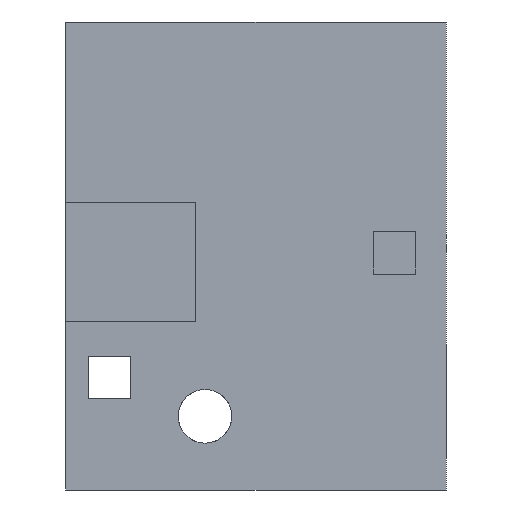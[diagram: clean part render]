
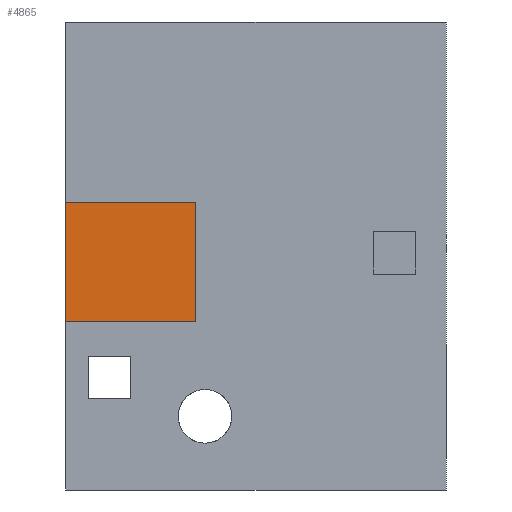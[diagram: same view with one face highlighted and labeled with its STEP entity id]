
A CAD part, left-side view. The second image highlights one B-rep face of the part: STEP entity #4865.
In plain terms, the highlighted planar face has unit normal (-1, 0, 0).
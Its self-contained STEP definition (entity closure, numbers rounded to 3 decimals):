
#128 = PLANE('',#129);
#129 = AXIS2_PLACEMENT_3D('',#130,#131,#132);
#130 = CARTESIAN_POINT('',(0.,17.979,0.));
#131 = DIRECTION('',(-0.,1.,0.));
#132 = DIRECTION('',(0.,0.,1.));
#156 = PLANE('',#157);
#157 = AXIS2_PLACEMENT_3D('',#158,#159,#160);
#158 = CARTESIAN_POINT('',(0.,17.979,7.94));
#159 = DIRECTION('',(0.,-0.,-1.));
#160 = DIRECTION('',(0.,-1.,0.));
#212 = PLANE('',#213);
#213 = AXIS2_PLACEMENT_3D('',#214,#215,#216);
#214 = CARTESIAN_POINT('',(0.,11.827,13.6));
#215 = DIRECTION('',(0.,-0.,1.));
#216 = DIRECTION('',(0.,1.,0.));
#1281 = VERTEX_POINT('',#1282);
#1282 = CARTESIAN_POINT('',(9.601,17.979,
    7.94));
#1303 = EDGE_CURVE('',#1304,#1281,#1306,.T.);
#1304 = VERTEX_POINT('',#1305);
#1305 = CARTESIAN_POINT('',(9.601,17.979,
    13.6));
#1306 = SURFACE_CURVE('',#1307,(#1311,#1318),.PCURVE_S1.);
#1307 = LINE('',#1308,#1309);
#1308 = CARTESIAN_POINT('',(9.601,17.979,
    13.6));
#1309 = VECTOR('',#1310,1.);
#1310 = DIRECTION('',(0.,0.,-1.));
#1311 = PCURVE('',#128,#1312);
#1312 = DEFINITIONAL_REPRESENTATION('',(#1313),#1317);
#1313 = LINE('',#1314,#1315);
#1314 = CARTESIAN_POINT('',(13.6,9.601));
#1315 = VECTOR('',#1316,1.);
#1316 = DIRECTION('',(-1.,0.));
#1317 = ( GEOMETRIC_REPRESENTATION_CONTEXT(2) 
PARAMETRIC_REPRESENTATION_CONTEXT() REPRESENTATION_CONTEXT('2D SPACE',''
  ) );
#1318 = PCURVE('',#1319,#1324);
#1319 = PLANE('',#1320);
#1320 = AXIS2_PLACEMENT_3D('',#1321,#1322,#1323);
#1321 = CARTESIAN_POINT('',(9.601,14.903,
    10.77));
#1322 = DIRECTION('',(-1.,-0.,-0.));
#1323 = DIRECTION('',(0.,0.,-1.));
#1324 = DEFINITIONAL_REPRESENTATION('',(#1325),#1329);
#1325 = LINE('',#1326,#1327);
#1326 = CARTESIAN_POINT('',(-2.83,-3.076));
#1327 = VECTOR('',#1328,1.);
#1328 = DIRECTION('',(1.,0.));
#1329 = ( GEOMETRIC_REPRESENTATION_CONTEXT(2) 
PARAMETRIC_REPRESENTATION_CONTEXT() REPRESENTATION_CONTEXT('2D SPACE',''
  ) );
#1886 = VERTEX_POINT('',#1887);
#1887 = CARTESIAN_POINT('',(9.601,11.827,
    13.6));
#1901 = PLANE('',#1902);
#1902 = AXIS2_PLACEMENT_3D('',#1903,#1904,#1905);
#1903 = CARTESIAN_POINT('',(0.,11.827,7.94));
#1904 = DIRECTION('',(0.,-1.,0.));
#1905 = DIRECTION('',(0.,0.,1.));
#1913 = EDGE_CURVE('',#1886,#1304,#1914,.T.);
#1914 = SURFACE_CURVE('',#1915,(#1919,#1926),.PCURVE_S1.);
#1915 = LINE('',#1916,#1917);
#1916 = CARTESIAN_POINT('',(9.601,11.827,
    13.6));
#1917 = VECTOR('',#1918,1.);
#1918 = DIRECTION('',(0.,1.,0.));
#1919 = PCURVE('',#212,#1920);
#1920 = DEFINITIONAL_REPRESENTATION('',(#1921),#1925);
#1921 = LINE('',#1922,#1923);
#1922 = CARTESIAN_POINT('',(0.,-9.601));
#1923 = VECTOR('',#1924,1.);
#1924 = DIRECTION('',(1.,0.));
#1925 = ( GEOMETRIC_REPRESENTATION_CONTEXT(2) 
PARAMETRIC_REPRESENTATION_CONTEXT() REPRESENTATION_CONTEXT('2D SPACE',''
  ) );
#1926 = PCURVE('',#1319,#1927);
#1927 = DEFINITIONAL_REPRESENTATION('',(#1928),#1932);
#1928 = LINE('',#1929,#1930);
#1929 = CARTESIAN_POINT('',(-2.83,3.076));
#1930 = VECTOR('',#1931,1.);
#1931 = DIRECTION('',(0.,-1.));
#1932 = ( GEOMETRIC_REPRESENTATION_CONTEXT(2) 
PARAMETRIC_REPRESENTATION_CONTEXT() REPRESENTATION_CONTEXT('2D SPACE',''
  ) );
#2627 = EDGE_CURVE('',#1281,#2628,#2630,.T.);
#2628 = VERTEX_POINT('',#2629);
#2629 = CARTESIAN_POINT('',(9.601,11.827,
    7.94));
#2630 = SURFACE_CURVE('',#2631,(#2635,#2642),.PCURVE_S1.);
#2631 = LINE('',#2632,#2633);
#2632 = CARTESIAN_POINT('',(9.601,17.979,
    7.94));
#2633 = VECTOR('',#2634,1.);
#2634 = DIRECTION('',(0.,-1.,0.));
#2635 = PCURVE('',#156,#2636);
#2636 = DEFINITIONAL_REPRESENTATION('',(#2637),#2641);
#2637 = LINE('',#2638,#2639);
#2638 = CARTESIAN_POINT('',(0.,-9.601));
#2639 = VECTOR('',#2640,1.);
#2640 = DIRECTION('',(1.,0.));
#2641 = ( GEOMETRIC_REPRESENTATION_CONTEXT(2) 
PARAMETRIC_REPRESENTATION_CONTEXT() REPRESENTATION_CONTEXT('2D SPACE',''
  ) );
#2642 = PCURVE('',#1319,#2643);
#2643 = DEFINITIONAL_REPRESENTATION('',(#2644),#2648);
#2644 = LINE('',#2645,#2646);
#2645 = CARTESIAN_POINT('',(2.83,-3.076));
#2646 = VECTOR('',#2647,1.);
#2647 = DIRECTION('',(0.,1.));
#2648 = ( GEOMETRIC_REPRESENTATION_CONTEXT(2) 
PARAMETRIC_REPRESENTATION_CONTEXT() REPRESENTATION_CONTEXT('2D SPACE',''
  ) );
#4865 = ADVANCED_FACE('17',(#4866),#1319,.T.);
#4866 = FACE_BOUND('',#4867,.T.);
#4867 = EDGE_LOOP('',(#4868,#4869,#4870,#4871));
#4868 = ORIENTED_EDGE('',*,*,#1913,.T.);
#4869 = ORIENTED_EDGE('',*,*,#1303,.T.);
#4870 = ORIENTED_EDGE('',*,*,#2627,.T.);
#4871 = ORIENTED_EDGE('',*,*,#4872,.T.);
#4872 = EDGE_CURVE('',#2628,#1886,#4873,.T.);
#4873 = SURFACE_CURVE('',#4874,(#4878,#4885),.PCURVE_S1.);
#4874 = LINE('',#4875,#4876);
#4875 = CARTESIAN_POINT('',(9.601,11.827,
    7.94));
#4876 = VECTOR('',#4877,1.);
#4877 = DIRECTION('',(0.,0.,1.));
#4878 = PCURVE('',#1319,#4879);
#4879 = DEFINITIONAL_REPRESENTATION('',(#4880),#4884);
#4880 = LINE('',#4881,#4882);
#4881 = CARTESIAN_POINT('',(2.83,3.076));
#4882 = VECTOR('',#4883,1.);
#4883 = DIRECTION('',(-1.,0.));
#4884 = ( GEOMETRIC_REPRESENTATION_CONTEXT(2) 
PARAMETRIC_REPRESENTATION_CONTEXT() REPRESENTATION_CONTEXT('2D SPACE',''
  ) );
#4885 = PCURVE('',#1901,#4886);
#4886 = DEFINITIONAL_REPRESENTATION('',(#4887),#4891);
#4887 = LINE('',#4888,#4889);
#4888 = CARTESIAN_POINT('',(0.,-9.601));
#4889 = VECTOR('',#4890,1.);
#4890 = DIRECTION('',(1.,0.));
#4891 = ( GEOMETRIC_REPRESENTATION_CONTEXT(2) 
PARAMETRIC_REPRESENTATION_CONTEXT() REPRESENTATION_CONTEXT('2D SPACE',''
  ) );
